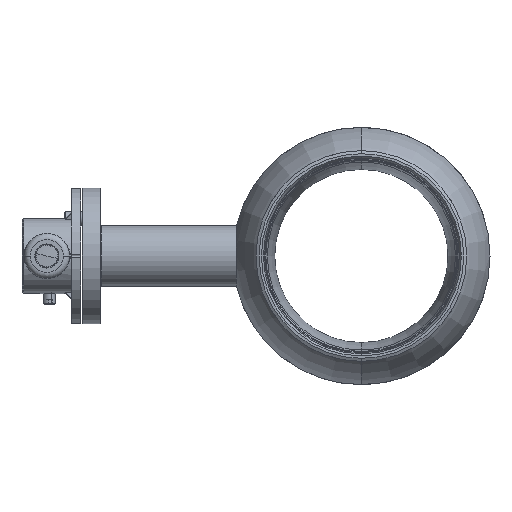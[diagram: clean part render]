
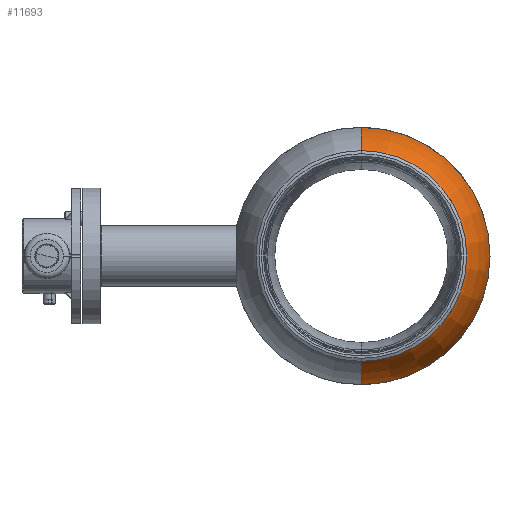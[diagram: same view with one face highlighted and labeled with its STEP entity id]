
A CAD part, left-side view. The second image highlights one B-rep face of the part: STEP entity #11693.
In plain terms, the highlighted toroidal (fillet/blend) face has major radius 5.849 mm and minor radius 92.199 mm.
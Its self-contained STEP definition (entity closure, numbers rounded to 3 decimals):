
#179 = CARTESIAN_POINT ( 'NONE',  ( 0., 0., 0. ) ) ;
#775 = DIRECTION ( 'NONE',  ( 0., 0., -1. ) ) ;
#992 = CARTESIAN_POINT ( 'NONE',  ( -14.2, 0., 85.25 ) ) ;
#1216 = TOROIDAL_SURFACE ( 'NONE', #2601, -5.849, 92.199 ) ;
#1772 = DIRECTION ( 'NONE',  ( -1., 0., 0. ) ) ;
#1776 = DIRECTION ( 'NONE',  ( 1., 0., 0. ) ) ;
#1852 = AXIS2_PLACEMENT_3D ( 'NONE', #2786, #1776, #13910 ) ;
#1952 = AXIS2_PLACEMENT_3D ( 'NONE', #11764, #10205, #9142 ) ;
#2410 = DIRECTION ( 'NONE',  ( 0., 0., -1. ) ) ;
#2601 = AXIS2_PLACEMENT_3D ( 'NONE', #179, #4638, #2410 ) ;
#2786 = CARTESIAN_POINT ( 'NONE',  ( -14.2, 0., 0. ) ) ;
#3637 = DIRECTION ( 'NONE',  ( 0., 1., 0. ) ) ;
#3763 = CARTESIAN_POINT ( 'NONE',  ( -59.551, 0., -64.538 ) ) ;
#4386 = CARTESIAN_POINT ( 'NONE',  ( -14.2, -85.25, 0. ) ) ;
#4638 = DIRECTION ( 'NONE',  ( -1., 0., 0. ) ) ;
#5051 = ORIENTED_EDGE ( 'NONE', *, *, #10389, .F. ) ;
#5275 = AXIS2_PLACEMENT_3D ( 'NONE', #10631, #13720, #775 ) ;
#5490 = VERTEX_POINT ( 'NONE', #3763 ) ;
#5513 = CIRCLE ( 'NONE', #5275, 92.199 ) ;
#5836 = ORIENTED_EDGE ( 'NONE', *, *, #13838, .F. ) ;
#6081 = DIRECTION ( 'NONE',  ( 0., 0., -1. ) ) ;
#6213 = CIRCLE ( 'NONE', #1852, 85.25 ) ;
#6564 = CARTESIAN_POINT ( 'NONE',  ( -59.551, 0., 64.538 ) ) ;
#6813 = CARTESIAN_POINT ( 'NONE',  ( -59.551, 0., 0. ) ) ;
#6848 = EDGE_LOOP ( 'NONE', ( #12743, #11040, #12287, #5051, #5836 ) ) ;
#7087 = VERTEX_POINT ( 'NONE', #4386 ) ;
#7094 = DIRECTION ( 'NONE',  ( 0., 0., 1. ) ) ;
#7433 = AXIS2_PLACEMENT_3D ( 'NONE', #6813, #1772, #6081 ) ;
#8797 = CARTESIAN_POINT ( 'NONE',  ( -14.2, 0., -85.25 ) ) ;
#9142 = DIRECTION ( 'NONE',  ( 0., -1., 0. ) ) ;
#9270 = CIRCLE ( 'NONE', #9944, 92.199 ) ;
#9944 = AXIS2_PLACEMENT_3D ( 'NONE', #11468, #3637, #7094 ) ;
#10205 = DIRECTION ( 'NONE',  ( 1., 0., 0. ) ) ;
#10343 = EDGE_CURVE ( 'NONE', #5490, #11135, #11093, .T. ) ;
#10389 = EDGE_CURVE ( 'NONE', #11091, #5490, #9270, .T. ) ;
#10631 = CARTESIAN_POINT ( 'NONE',  ( 0., 0., -5.849 ) ) ;
#11040 = ORIENTED_EDGE ( 'NONE', *, *, #12365, .T. ) ;
#11091 = VERTEX_POINT ( 'NONE', #8797 ) ;
#11093 = CIRCLE ( 'NONE', #7433, 64.538 ) ;
#11135 = VERTEX_POINT ( 'NONE', #6564 ) ;
#11468 = CARTESIAN_POINT ( 'NONE',  ( 0., 0., 5.849 ) ) ;
#11693 = ADVANCED_FACE ( 'NONE', ( #13261 ), #1216, .T. ) ;
#11764 = CARTESIAN_POINT ( 'NONE',  ( -14.2, 0., 0. ) ) ;
#12287 = ORIENTED_EDGE ( 'NONE', *, *, #10343, .F. ) ;
#12365 = EDGE_CURVE ( 'NONE', #12429, #11135, #5513, .T. ) ;
#12429 = VERTEX_POINT ( 'NONE', #992 ) ;
#12631 = EDGE_CURVE ( 'NONE', #12429, #7087, #6213, .T. ) ;
#12743 = ORIENTED_EDGE ( 'NONE', *, *, #12631, .F. ) ;
#13191 = CIRCLE ( 'NONE', #1952, 85.25 ) ;
#13261 = FACE_OUTER_BOUND ( 'NONE', #6848, .T. ) ;
#13720 = DIRECTION ( 'NONE',  ( 0., -1., 0. ) ) ;
#13838 = EDGE_CURVE ( 'NONE', #7087, #11091, #13191, .T. ) ;
#13910 = DIRECTION ( 'NONE',  ( 0., -1., 0. ) ) ;
